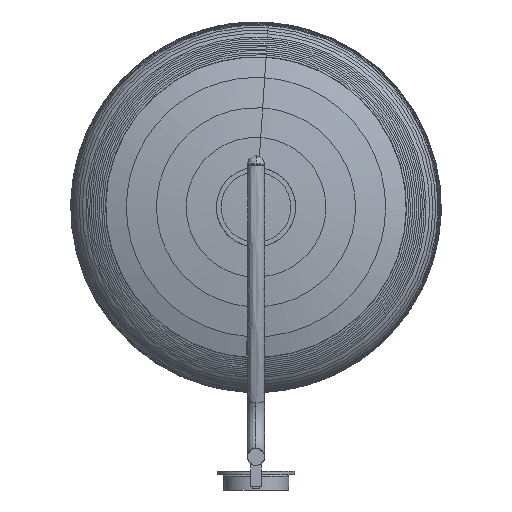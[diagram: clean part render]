
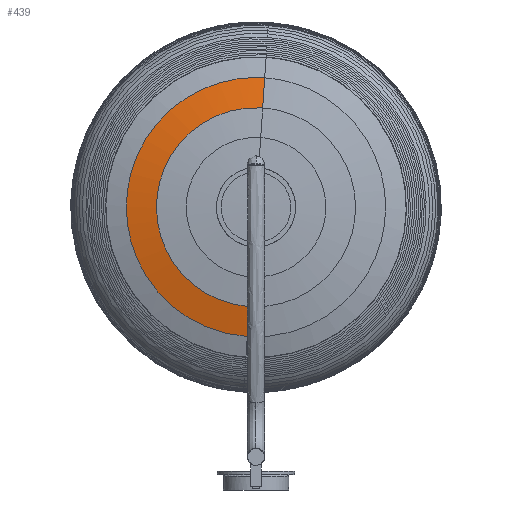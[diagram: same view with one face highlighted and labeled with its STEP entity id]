
A CAD part, front view. The second image highlights one B-rep face of the part: STEP entity #439.
In plain terms, the highlighted free-form (B-spline) face has degree [2, 2] with [9, 9] control points.
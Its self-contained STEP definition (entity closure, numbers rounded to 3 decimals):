
#75=(
BOUNDED_SURFACE()
B_SPLINE_SURFACE(2,2,((#7975,#7976,#7977,#7978,#7979,#7980,#7981,#7982,
#7983),(#7984,#7985,#7986,#7987,#7988,#7989,#7990,#7991,#7992),(#7993,#7994,
#7995,#7996,#7997,#7998,#7999,#8000,#8001),(#8002,#8003,#8004,#8005,#8006,
#8007,#8008,#8009,#8010),(#8011,#8012,#8013,#8014,#8015,#8016,#8017,#8018,
#8019),(#8020,#8021,#8022,#8023,#8024,#8025,#8026,#8027,#8028),(#8029,#8030,
#8031,#8032,#8033,#8034,#8035,#8036,#8037),(#8038,#8039,#8040,#8041,#8042,
#8043,#8044,#8045,#8046),(#8047,#8048,#8049,#8050,#8051,#8052,#8053,#8054,
#8055)),.UNSPECIFIED.,.T.,.F.,.F.)
B_SPLINE_SURFACE_WITH_KNOTS((3,2,2,2,3),(3,2,2,2,3),(0.,95.29,
190.58,285.87,381.16),(0.,438.639,
877.278,1315.916,1754.555),.UNSPECIFIED.)
GEOMETRIC_REPRESENTATION_ITEM()
RATIONAL_B_SPLINE_SURFACE(((1.,0.912,1.,0.912,1.,
0.912,1.,0.912,1.),(0.707,0.645,
0.707,0.645,0.707,0.645,0.707,
0.645,0.707),(1.,0.912,1.,0.912,
1.,0.912,1.,0.912,1.),(0.707,0.645,
0.707,0.645,0.707,0.645,0.707,
0.645,0.707),(1.,0.912,1.,0.912,
1.,0.912,1.,0.912,1.),(0.707,0.645,
0.707,0.645,0.707,0.645,0.707,
0.645,0.707),(1.,0.912,1.,0.912,
1.,0.912,1.,0.912,1.),(0.707,0.645,
0.707,0.645,0.707,0.645,0.707,
0.645,0.707),(1.,0.912,1.,0.912,
1.,0.912,1.,0.912,1.)))
REPRESENTATION_ITEM('')
SURFACE()
);
#439=ADVANCED_FACE('',(#624),#75,.T.);
#624=FACE_OUTER_BOUND('',#818,.T.);
#818=EDGE_LOOP('',(#1444,#1445,#1446,#1447));
#1444=ORIENTED_EDGE('',*,*,#1877,.F.);
#1445=ORIENTED_EDGE('',*,*,#1885,.F.);
#1446=ORIENTED_EDGE('',*,*,#1878,.F.);
#1447=ORIENTED_EDGE('',*,*,#1886,.F.);
#1877=EDGE_CURVE('',#2485,#2483,#2117,.T.);
#1878=EDGE_CURVE('',#2484,#2486,#2118,.T.);
#1885=EDGE_CURVE('',#2486,#2485,#2125,.T.);
#1886=EDGE_CURVE('',#2483,#2484,#2126,.T.);
#2117=(
BOUNDED_CURVE()
B_SPLINE_CURVE(2,(#10045,#10046,#10047),.UNSPECIFIED.,.F.,.F.)
B_SPLINE_CURVE_WITH_KNOTS((3,3),(0.,44.679),.UNSPECIFIED.)
CURVE()
GEOMETRIC_REPRESENTATION_ITEM()
RATIONAL_B_SPLINE_CURVE((1.,0.999,1.))
REPRESENTATION_ITEM('')
);
#2118=(
BOUNDED_CURVE()
B_SPLINE_CURVE(2,(#10048,#10049,#10050),.UNSPECIFIED.,.F.,.F.)
B_SPLINE_CURVE_WITH_KNOTS((3,3),(0.,44.679),.UNSPECIFIED.)
CURVE()
GEOMETRIC_REPRESENTATION_ITEM()
RATIONAL_B_SPLINE_CURVE((1.,0.999,1.))
REPRESENTATION_ITEM('')
);
#2125=(
BOUNDED_CURVE()
B_SPLINE_CURVE(2,(#10073,#10074,#10075,#10076,#10077),.UNSPECIFIED.,.F.,
 .F.)
B_SPLINE_CURVE_WITH_KNOTS((3,2,3),(0.,226.867,453.735),
 .UNSPECIFIED.)
CURVE()
GEOMETRIC_REPRESENTATION_ITEM()
RATIONAL_B_SPLINE_CURVE((1.,0.707,1.,0.707,1.))
REPRESENTATION_ITEM('')
);
#2126=(
BOUNDED_CURVE()
B_SPLINE_CURVE(2,(#10078,#10079,#10080,#10081,#10082),.UNSPECIFIED.,.F.,
 .F.)
B_SPLINE_CURVE_WITH_KNOTS((3,2,3),(0.,295.56,591.121),
 .UNSPECIFIED.)
CURVE()
GEOMETRIC_REPRESENTATION_ITEM()
RATIONAL_B_SPLINE_CURVE((1.,0.707,1.,0.707,1.))
REPRESENTATION_ITEM('')
);
#2483=VERTEX_POINT('',#9801);
#2484=VERTEX_POINT('',#9802);
#2485=VERTEX_POINT('',#9803);
#2486=VERTEX_POINT('',#9804);
#7975=CARTESIAN_POINT('',(0.,278.521,410.466));
#7976=CARTESIAN_POINT('',(231.215,251.289,394.887));
#7977=CARTESIAN_POINT('',(405.175,406.354,383.166));
#7978=CARTESIAN_POINT('',(579.135,561.42,371.445));
#7979=CARTESIAN_POINT('',(579.135,794.753,371.445));
#7980=CARTESIAN_POINT('',(579.135,1028.087,371.445));
#7981=CARTESIAN_POINT('',(405.175,1183.153,383.166));
#7982=CARTESIAN_POINT('',(231.215,1338.218,394.887));
#7983=CARTESIAN_POINT('',(0.,1310.986,410.466));
#7984=CARTESIAN_POINT('',(0.,278.521,410.466));
#7985=CARTESIAN_POINT('',(215.636,251.289,163.672));
#7986=CARTESIAN_POINT('',(377.875,406.354,-22.009));
#7987=CARTESIAN_POINT('',(540.114,561.42,-207.69));
#7988=CARTESIAN_POINT('',(540.114,794.753,-207.69));
#7989=CARTESIAN_POINT('',(540.114,1028.087,-207.69));
#7990=CARTESIAN_POINT('',(377.875,1183.153,-22.009));
#7991=CARTESIAN_POINT('',(215.636,1338.218,163.672));
#7992=CARTESIAN_POINT('',(0.,1310.986,410.466));
#7993=CARTESIAN_POINT('',(0.,278.521,410.466));
#7994=CARTESIAN_POINT('',(-15.579,251.289,179.251));
#7995=CARTESIAN_POINT('',(-27.3,406.354,5.291));
#7996=CARTESIAN_POINT('',(-39.021,561.42,-168.669));
#7997=CARTESIAN_POINT('',(-39.021,794.753,-168.669));
#7998=CARTESIAN_POINT('',(-39.021,1028.087,-168.669));
#7999=CARTESIAN_POINT('',(-27.3,1183.153,5.291));
#8000=CARTESIAN_POINT('',(-15.579,1338.218,179.251));
#8001=CARTESIAN_POINT('',(0.,1310.986,410.466));
#8002=CARTESIAN_POINT('',(0.,278.521,410.466));
#8003=CARTESIAN_POINT('',(-246.794,251.289,194.83));
#8004=CARTESIAN_POINT('',(-432.475,406.354,32.591));
#8005=CARTESIAN_POINT('',(-618.156,561.42,-129.648));
#8006=CARTESIAN_POINT('',(-618.156,794.753,-129.648));
#8007=CARTESIAN_POINT('',(-618.156,1028.087,-129.648));
#8008=CARTESIAN_POINT('',(-432.475,1183.153,32.591));
#8009=CARTESIAN_POINT('',(-246.794,1338.218,194.83));
#8010=CARTESIAN_POINT('',(0.,1310.986,410.466));
#8011=CARTESIAN_POINT('',(0.,278.521,410.466));
#8012=CARTESIAN_POINT('',(-231.215,251.289,426.045));
#8013=CARTESIAN_POINT('',(-405.175,406.354,437.766));
#8014=CARTESIAN_POINT('',(-579.135,561.42,449.487));
#8015=CARTESIAN_POINT('',(-579.135,794.753,449.487));
#8016=CARTESIAN_POINT('',(-579.135,1028.087,449.487));
#8017=CARTESIAN_POINT('',(-405.175,1183.153,437.766));
#8018=CARTESIAN_POINT('',(-231.215,1338.218,426.045));
#8019=CARTESIAN_POINT('',(0.,1310.986,410.466));
#8020=CARTESIAN_POINT('',(0.,278.521,410.466));
#8021=CARTESIAN_POINT('',(-215.636,251.289,657.26));
#8022=CARTESIAN_POINT('',(-377.875,406.354,842.941));
#8023=CARTESIAN_POINT('',(-540.114,561.42,1028.622));
#8024=CARTESIAN_POINT('',(-540.114,794.753,1028.622));
#8025=CARTESIAN_POINT('',(-540.114,1028.087,1028.622));
#8026=CARTESIAN_POINT('',(-377.875,1183.153,842.941));
#8027=CARTESIAN_POINT('',(-215.636,1338.218,657.26));
#8028=CARTESIAN_POINT('',(0.,1310.986,410.466));
#8029=CARTESIAN_POINT('',(0.,278.521,410.466));
#8030=CARTESIAN_POINT('',(15.579,251.289,641.681));
#8031=CARTESIAN_POINT('',(27.3,406.354,815.641));
#8032=CARTESIAN_POINT('',(39.021,561.42,989.601));
#8033=CARTESIAN_POINT('',(39.021,794.753,989.601));
#8034=CARTESIAN_POINT('',(39.021,1028.087,989.601));
#8035=CARTESIAN_POINT('',(27.3,1183.153,815.641));
#8036=CARTESIAN_POINT('',(15.579,1338.218,641.681));
#8037=CARTESIAN_POINT('',(0.,1310.986,410.466));
#8038=CARTESIAN_POINT('',(0.,278.521,410.466));
#8039=CARTESIAN_POINT('',(246.794,251.289,626.102));
#8040=CARTESIAN_POINT('',(432.475,406.354,788.341));
#8041=CARTESIAN_POINT('',(618.156,561.42,950.58));
#8042=CARTESIAN_POINT('',(618.156,794.753,950.58));
#8043=CARTESIAN_POINT('',(618.156,1028.087,950.58));
#8044=CARTESIAN_POINT('',(432.475,1183.153,788.341));
#8045=CARTESIAN_POINT('',(246.794,1338.218,626.102));
#8046=CARTESIAN_POINT('',(0.,1310.986,410.466));
#8047=CARTESIAN_POINT('',(0.,278.521,410.466));
#8048=CARTESIAN_POINT('',(231.215,251.289,394.887));
#8049=CARTESIAN_POINT('',(405.175,406.354,383.166));
#8050=CARTESIAN_POINT('',(579.135,561.42,371.445));
#8051=CARTESIAN_POINT('',(579.135,794.753,371.445));
#8052=CARTESIAN_POINT('',(579.135,1028.087,371.445));
#8053=CARTESIAN_POINT('',(405.175,1183.153,383.166));
#8054=CARTESIAN_POINT('',(231.215,1338.218,394.887));
#8055=CARTESIAN_POINT('',(0.,1310.986,410.466));
#9801=CARTESIAN_POINT('',(-12.649,290.848,222.732));
#9802=CARTESIAN_POINT('',(12.649,290.848,598.2));
#9803=CARTESIAN_POINT('',(-9.709,281.763,266.364));
#9804=CARTESIAN_POINT('',(9.709,281.763,554.567));
#10045=CARTESIAN_POINT('',(-9.709,281.763,266.364));
#10046=CARTESIAN_POINT('',(-11.192,285.365,244.353));
#10047=CARTESIAN_POINT('',(-12.649,290.848,222.732));
#10048=CARTESIAN_POINT('',(12.649,290.848,598.2));
#10049=CARTESIAN_POINT('',(11.192,285.365,576.578));
#10050=CARTESIAN_POINT('',(9.709,281.763,554.567));
#10073=CARTESIAN_POINT('',(9.709,281.763,554.567));
#10074=CARTESIAN_POINT('',(-134.392,281.763,564.277));
#10075=CARTESIAN_POINT('',(-144.102,281.763,420.175));
#10076=CARTESIAN_POINT('',(-153.811,281.763,276.074));
#10077=CARTESIAN_POINT('',(-9.709,281.763,266.364));
#10078=CARTESIAN_POINT('',(-12.649,290.848,222.732));
#10079=CARTESIAN_POINT('',(-200.383,290.848,235.381));
#10080=CARTESIAN_POINT('',(-187.734,290.848,423.115));
#10081=CARTESIAN_POINT('',(-175.085,290.848,610.849));
#10082=CARTESIAN_POINT('',(12.649,290.848,598.2));
